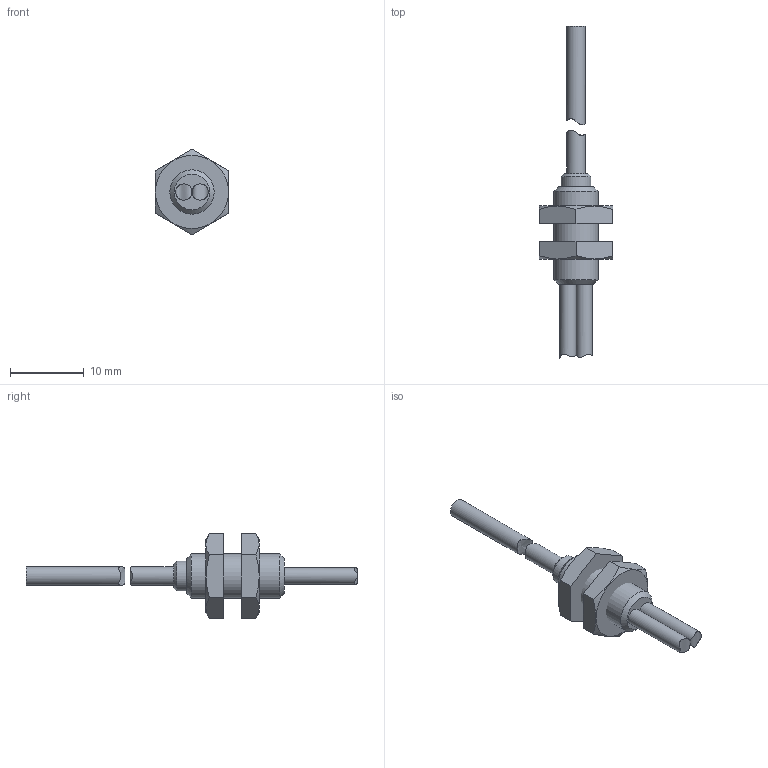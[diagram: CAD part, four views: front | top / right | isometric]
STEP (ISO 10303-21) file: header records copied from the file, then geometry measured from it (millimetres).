
FILE_DESCRIPTION (( 'STEP AP214' ), '1' );
FILE_NAME ('CF-DB3-20.STEP', '2018-04-18T12:30:27', ( '' ), ( '' ), 'SwSTEP 2.0', 'SolidWorks 2017', '' );
FILE_SCHEMA (( 'AUTOMOTIVE_DESIGN' ));
Length unit declared in the file: millimetre
Products named in the file (1): CF-DB3-20
Bounding box: 10 x 45 x 11.55 mm (x, y, z)
Volume: 1009.8 mm3; surface area: 1225.2 mm2
Topology: 8 solids, 8 shells, 39 faces, 70 edges, 47 vertices
Faces by surface type: plane 24, cylinder 6, cone 5, bspline 4
Full cylindrical faces by diameter (mm): 2.2 x2, 2.5 x2, 4 x1, 6 x1
Entity records: 1395 total; most frequent: CARTESIAN_POINT 508, DIRECTION 122, ORIENTED_EDGE 106, EDGE_CURVE 53, EDGE_LOOP 50, AXIS2_PLACEMENT_3D 49, FACE_OUTER_BOUND 45, VERTEX_POINT 41
